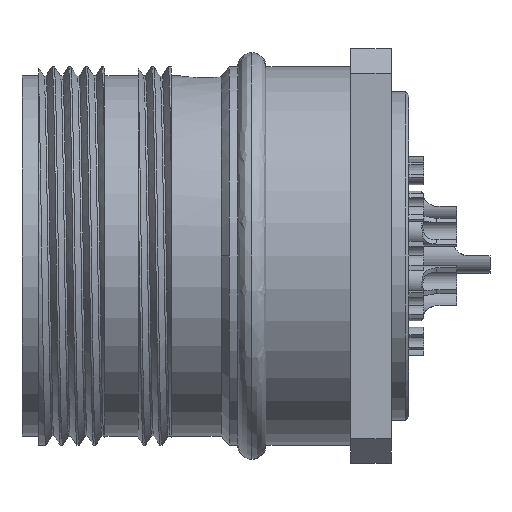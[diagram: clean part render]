
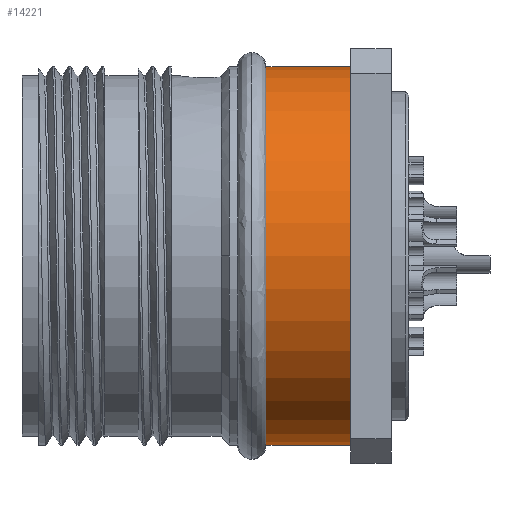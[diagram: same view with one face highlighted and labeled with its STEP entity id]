
A CAD part, front view. The second image highlights one B-rep face of the part: STEP entity #14221.
In plain terms, the highlighted cylindrical face has radius 11.4 mm (diameter 22.8 mm), a partial arc.
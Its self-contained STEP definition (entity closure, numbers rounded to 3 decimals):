
#537 = AXIS2_PLACEMENT_3D ( 'NONE', #11207, #3796, #12343 ) ;
#545 = EDGE_CURVE ( 'NONE', #2483, #4085, #9888, .T. ) ;
#1674 = EDGE_CURVE ( 'NONE', #2483, #7060, #10022, .T. ) ;
#1970 = FACE_OUTER_BOUND ( 'NONE', #10063, .T. ) ;
#2483 = VERTEX_POINT ( 'NONE', #7346 ) ;
#3042 = AXIS2_PLACEMENT_3D ( 'NONE', #9916, #9955, #9992 ) ;
#3796 = DIRECTION ( 'NONE',  ( -1., 0., 0. ) ) ;
#4085 = VERTEX_POINT ( 'NONE', #4984 ) ;
#4421 = ORIENTED_EDGE ( 'NONE', *, *, #545, .T. ) ;
#4984 = CARTESIAN_POINT ( 'NONE',  ( 19.8, 0., 11.4 ) ) ;
#5258 = VECTOR ( 'NONE', #8122, 1000. ) ;
#6836 = CARTESIAN_POINT ( 'NONE',  ( 0., 0., 11.4 ) ) ;
#7000 = ORIENTED_EDGE ( 'NONE', *, *, #1674, .F. ) ;
#7060 = VERTEX_POINT ( 'NONE', #13899 ) ;
#7346 = CARTESIAN_POINT ( 'NONE',  ( 19.8, 0., -11.4 ) ) ;
#7612 = CYLINDRICAL_SURFACE ( 'NONE', #12514, 11.4 ) ;
#8122 = DIRECTION ( 'NONE',  ( -1., 0., 0. ) ) ;
#8417 = ORIENTED_EDGE ( 'NONE', *, *, #10794, .F. ) ;
#8637 = CIRCLE ( 'NONE', #537, 11.4 ) ;
#9053 = EDGE_CURVE ( 'NONE', #4085, #9425, #14068, .T. ) ;
#9425 = VERTEX_POINT ( 'NONE', #10480 ) ;
#9888 = CIRCLE ( 'NONE', #3042, 11.4 ) ;
#9916 = CARTESIAN_POINT ( 'NONE',  ( 19.8, 0., 0. ) ) ;
#9955 = DIRECTION ( 'NONE',  ( -1., 0., 0. ) ) ;
#9992 = DIRECTION ( 'NONE',  ( 0., 0., 1. ) ) ;
#10022 = LINE ( 'NONE', #14647, #11842 ) ;
#10063 = EDGE_LOOP ( 'NONE', ( #7000, #4421, #14820, #8417 ) ) ;
#10480 = CARTESIAN_POINT ( 'NONE',  ( 14.7, 0., 11.4 ) ) ;
#10794 = EDGE_CURVE ( 'NONE', #7060, #9425, #8637, .T. ) ;
#11207 = CARTESIAN_POINT ( 'NONE',  ( 14.7, 0., 0. ) ) ;
#11842 = VECTOR ( 'NONE', #14643, 1000. ) ;
#12342 = DIRECTION ( 'NONE',  ( 0., 0., 1. ) ) ;
#12343 = DIRECTION ( 'NONE',  ( 0., 0., 1. ) ) ;
#12514 = AXIS2_PLACEMENT_3D ( 'NONE', #14674, #13581, #12342 ) ;
#13581 = DIRECTION ( 'NONE',  ( -1., 0., 0. ) ) ;
#13899 = CARTESIAN_POINT ( 'NONE',  ( 14.7, 0., -11.4 ) ) ;
#14068 = LINE ( 'NONE', #6836, #5258 ) ;
#14221 = ADVANCED_FACE ( 'NONE', ( #1970 ), #7612, .T. ) ;
#14643 = DIRECTION ( 'NONE',  ( -1., 0., 0. ) ) ;
#14647 = CARTESIAN_POINT ( 'NONE',  ( 0., 0., -11.4 ) ) ;
#14674 = CARTESIAN_POINT ( 'NONE',  ( 0., 0., 0. ) ) ;
#14820 = ORIENTED_EDGE ( 'NONE', *, *, #9053, .T. ) ;
